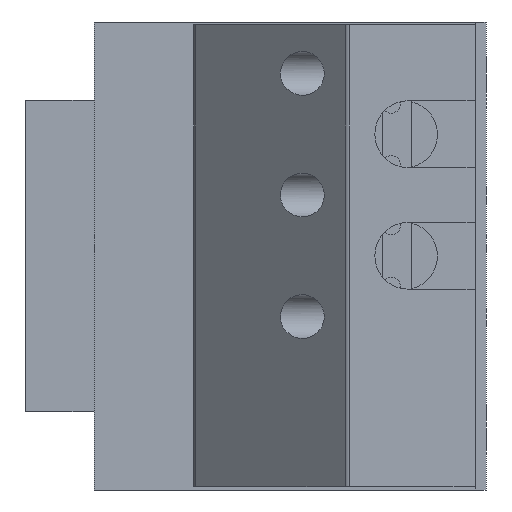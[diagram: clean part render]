
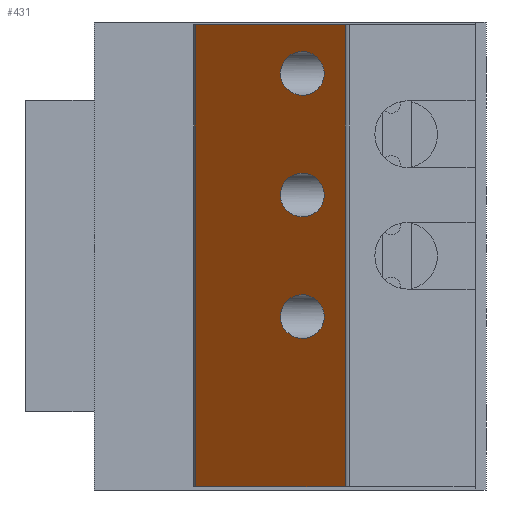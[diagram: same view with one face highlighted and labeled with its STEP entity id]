
A CAD part, left-side view. The second image highlights one B-rep face of the part: STEP entity #431.
In plain terms, the highlighted planar face has unit normal (-0.707, 0.707, 0).
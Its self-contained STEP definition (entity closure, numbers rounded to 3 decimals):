
#43 = VECTOR ( 'NONE', #12620, 1000. ) ;
#192 = VERTEX_POINT ( 'NONE', #8906 ) ;
#311 = EDGE_LOOP ( 'NONE', ( #4285, #1276 ) ) ;
#413 = LINE ( 'NONE', #3607, #9097 ) ;
#431 = ADVANCED_FACE ( 'Defeature ausgef�hrt1_195', ( #9279, #10388, #7658, #4977 ), #11438, .F. ) ;
#520 = CARTESIAN_POINT ( 'NONE',  ( -82.752, 23.177, -37.96 ) ) ;
#818 = VERTEX_POINT ( 'NONE', #4319 ) ;
#969 = EDGE_CURVE ( 'Defeature ausgef�hrt1_195+Defeature ausgef�hrt1_289+Defeature ausgef�hrt1_289+Defeature ausgef�hrt1_289', #5691, #192, #2339, .T. ) ;
#1114 = DIRECTION ( 'NONE',  ( 0.707, -0.707, 0. ) ) ;
#1276 = ORIENTED_EDGE ( 'NONE', *, *, #3839, .T. ) ;
#1432 = CARTESIAN_POINT ( 'NONE',  ( -68.5, 37.429, 13.64 ) ) ;
#1650 = CARTESIAN_POINT ( 'NONE',  ( -75.7, 30.229, 26.44 ) ) ;
#1653 = LINE ( 'NONE', #6457, #43 ) ;
#1745 = EDGE_CURVE ( 'Defeature ausgef�hrt1_195+Defeature ausgef�hrt1_194+Defeature ausgef�hrt1_197+Defeature ausgef�hrt1_198', #2390, #2451, #413, .T. ) ;
#1767 = VERTEX_POINT ( 'NONE', #520 ) ;
#2339 =( BOUNDED_CURVE ( )  B_SPLINE_CURVE ( 3, ( #9434, #3291, #9524, #6285 ),
 .UNSPECIFIED., .F., .F. ) 
 B_SPLINE_CURVE_WITH_KNOTS ( ( 4, 4 ),
 ( 1.571, 4.712 ),
 .UNSPECIFIED. ) 
 CURVE ( )  GEOMETRIC_REPRESENTATION_ITEM ( )  RATIONAL_B_SPLINE_CURVE ( ( 1., 0.333, 0.333, 1. ) ) 
 REPRESENTATION_ITEM ( '' )  );
#2390 = VERTEX_POINT ( 'NONE', #4855 ) ;
#2451 = VERTEX_POINT ( 'NONE', #11227 ) ;
#2520 = CARTESIAN_POINT ( 'NONE',  ( -75.7, 30.229, 13.64 ) ) ;
#2823 = CARTESIAN_POINT ( 'NONE',  ( -68.5, 37.429, -13.56 ) ) ;
#3051 = ORIENTED_EDGE ( 'NONE', *, *, #11275, .T. ) ;
#3206 = ORIENTED_EDGE ( 'NONE', *, *, #10782, .T. ) ;
#3291 = CARTESIAN_POINT ( 'NONE',  ( -82.9, 23.029, 13.64 ) ) ;
#3422 = VERTEX_POINT ( 'NONE', #10892 ) ;
#3607 = CARTESIAN_POINT ( 'NONE',  ( -58.122, 47.807, 38.04 ) ) ;
#3839 = EDGE_CURVE ( 'Defeature ausgef�hrt1_195+Defeature ausgef�hrt1_289+Defeature ausgef�hrt1_289+Defeature ausgef�hrt1_289', #192, #5691, #7280, .T. ) ;
#3870 = CARTESIAN_POINT ( 'NONE',  ( -75.7, 30.229, -13.56 ) ) ;
#4039 = AXIS2_PLACEMENT_3D ( 'NONE', #12382, #1114, #9429 ) ;
#4164 = CARTESIAN_POINT ( 'NONE',  ( -82.752, 23.177, 38.04 ) ) ;
#4285 = ORIENTED_EDGE ( 'NONE', *, *, #969, .T. ) ;
#4319 = CARTESIAN_POINT ( 'NONE',  ( -75.7, 30.229, -6.36 ) ) ;
#4370 = VERTEX_POINT ( 'NONE', #6494 ) ;
#4422 = EDGE_LOOP ( 'NONE', ( #12943, #3051 ) ) ;
#4855 = CARTESIAN_POINT ( 'NONE',  ( -58.122, 47.807, 38.04 ) ) ;
#4975 = CARTESIAN_POINT ( 'NONE',  ( -75.7, 30.229, 13.64 ) ) ;
#4977 = FACE_OUTER_BOUND ( 'NONE', #5568, .T. ) ;
#5104 = EDGE_LOOP ( 'NONE', ( #3206, #7412 ) ) ;
#5202 = CARTESIAN_POINT ( 'NONE',  ( -75.7, 30.229, 26.44 ) ) ;
#5225 = EDGE_CURVE ( 'Defeature ausgef�hrt1_195+Defeature ausgef�hrt1_294+Defeature ausgef�hrt1_294+Defeature ausgef�hrt1_294', #9419, #6884, #10895, .T. ) ;
#5409 = CARTESIAN_POINT ( 'NONE',  ( -75.7, 30.229, 6.44 ) ) ;
#5568 = EDGE_LOOP ( 'NONE', ( #12835, #10805, #10642, #5651 ) ) ;
#5651 = ORIENTED_EDGE ( 'NONE', *, *, #1745, .T. ) ;
#5691 = VERTEX_POINT ( 'NONE', #4975 ) ;
#5906 = CARTESIAN_POINT ( 'NONE',  ( -68.5, 37.429, -6.36 ) ) ;
#6285 = CARTESIAN_POINT ( 'NONE',  ( -75.7, 30.229, 6.44 ) ) ;
#6370 = CARTESIAN_POINT ( 'NONE',  ( -75.7, 30.229, 33.64 ) ) ;
#6457 = CARTESIAN_POINT ( 'NONE',  ( -82.752, 23.177, -37.96 ) ) ;
#6494 = CARTESIAN_POINT ( 'NONE',  ( -82.752, 23.177, 38.04 ) ) ;
#6763 = CARTESIAN_POINT ( 'NONE',  ( -68.5, 37.429, 26.44 ) ) ;
#6840 = CARTESIAN_POINT ( 'NONE',  ( -75.7, 30.229, 33.64 ) ) ;
#6884 = VERTEX_POINT ( 'NONE', #5202 ) ;
#7280 =( BOUNDED_CURVE ( )  B_SPLINE_CURVE ( 3, ( #5409, #9523, #1432, #2520 ),
 .UNSPECIFIED., .F., .F. ) 
 B_SPLINE_CURVE_WITH_KNOTS ( ( 4, 4 ),
 ( 4.712, 7.854 ),
 .UNSPECIFIED. ) 
 CURVE ( )  GEOMETRIC_REPRESENTATION_ITEM ( )  RATIONAL_B_SPLINE_CURVE ( ( 1., 0.333, 0.333, 1. ) ) 
 REPRESENTATION_ITEM ( '' )  );
#7412 = ORIENTED_EDGE ( 'NONE', *, *, #8976, .T. ) ;
#7658 = FACE_BOUND ( 'NONE', #5104, .T. ) ;
#7824 = CARTESIAN_POINT ( 'NONE',  ( -75.7, 30.229, -6.36 ) ) ;
#7917 = EDGE_CURVE ( 'Defeature ausgef�hrt1_197+Defeature ausgef�hrt1_195+Defeature ausgef�hrt1_194+Defeature ausgef�hrt1_196', #2390, #4370, #12614, .T. ) ;
#8294 =( BOUNDED_CURVE ( )  B_SPLINE_CURVE ( 3, ( #7824, #11005, #10915, #3870 ),
 .UNSPECIFIED., .F., .F. ) 
 B_SPLINE_CURVE_WITH_KNOTS ( ( 4, 4 ),
 ( 1.571, 4.712 ),
 .UNSPECIFIED. ) 
 CURVE ( )  GEOMETRIC_REPRESENTATION_ITEM ( )  RATIONAL_B_SPLINE_CURVE ( ( 1., 0.333, 0.333, 1. ) ) 
 REPRESENTATION_ITEM ( '' )  );
#8673 = CARTESIAN_POINT ( 'NONE',  ( -68.5, 37.429, 33.64 ) ) ;
#8906 = CARTESIAN_POINT ( 'NONE',  ( -75.7, 30.229, 6.44 ) ) ;
#8976 = EDGE_CURVE ( 'Defeature ausgef�hrt1_195+Defeature ausgef�hrt1_284+Defeature ausgef�hrt1_284+Defeature ausgef�hrt1_284', #3422, #818, #11504, .T. ) ;
#9097 = VECTOR ( 'NONE', #10843, 1000. ) ;
#9279 = FACE_BOUND ( 'NONE', #4422, .T. ) ;
#9419 = VERTEX_POINT ( 'NONE', #6370 ) ;
#9429 = DIRECTION ( 'NONE',  ( 0.707, 0.707, 0. ) ) ;
#9434 = CARTESIAN_POINT ( 'NONE',  ( -75.7, 30.229, 13.64 ) ) ;
#9523 = CARTESIAN_POINT ( 'NONE',  ( -68.5, 37.429, 6.44 ) ) ;
#9524 = CARTESIAN_POINT ( 'NONE',  ( -82.9, 23.029, 6.44 ) ) ;
#9886 = CARTESIAN_POINT ( 'NONE',  ( -82.752, 23.177, 38.04 ) ) ;
#10071 = CARTESIAN_POINT ( 'NONE',  ( -75.7, 30.229, 26.44 ) ) ;
#10388 = FACE_BOUND ( 'NONE', #311, .T. ) ;
#10642 = ORIENTED_EDGE ( 'NONE', *, *, #7917, .F. ) ;
#10782 = EDGE_CURVE ( 'Defeature ausgef�hrt1_195+Defeature ausgef�hrt1_284+Defeature ausgef�hrt1_284+Defeature ausgef�hrt1_284', #818, #3422, #8294, .T. ) ;
#10805 = ORIENTED_EDGE ( 'NONE', *, *, #13112, .F. ) ;
#10843 = DIRECTION ( 'NONE',  ( 0., 0., -1. ) ) ;
#10892 = CARTESIAN_POINT ( 'NONE',  ( -75.7, 30.229, -13.56 ) ) ;
#10895 =( BOUNDED_CURVE ( )  B_SPLINE_CURVE ( 3, ( #6840, #11955, #12041, #10071 ),
 .UNSPECIFIED., .F., .F. ) 
 B_SPLINE_CURVE_WITH_KNOTS ( ( 4, 4 ),
 ( 1.571, 4.712 ),
 .UNSPECIFIED. ) 
 CURVE ( )  GEOMETRIC_REPRESENTATION_ITEM ( )  RATIONAL_B_SPLINE_CURVE ( ( 1., 0.333, 0.333, 1. ) ) 
 REPRESENTATION_ITEM ( '' )  );
#10915 = CARTESIAN_POINT ( 'NONE',  ( -82.9, 23.029, -13.56 ) ) ;
#11005 = CARTESIAN_POINT ( 'NONE',  ( -82.9, 23.029, -6.36 ) ) ;
#11146 = EDGE_CURVE ( 'Defeature ausgef�hrt1_195+Defeature ausgef�hrt1_198+Defeature ausgef�hrt1_194+Defeature ausgef�hrt1_196', #2451, #1767, #1653, .T. ) ;
#11227 = CARTESIAN_POINT ( 'NONE',  ( -58.122, 47.807, -37.96 ) ) ;
#11275 = EDGE_CURVE ( 'Defeature ausgef�hrt1_195+Defeature ausgef�hrt1_294+Defeature ausgef�hrt1_294+Defeature ausgef�hrt1_294', #6884, #9419, #12907, .T. ) ;
#11438 = PLANE ( 'NONE',  #4039 ) ;
#11504 =( BOUNDED_CURVE ( )  B_SPLINE_CURVE ( 3, ( #12049, #2823, #5906, #13142 ),
 .UNSPECIFIED., .F., .F. ) 
 B_SPLINE_CURVE_WITH_KNOTS ( ( 4, 4 ),
 ( 4.712, 7.854 ),
 .UNSPECIFIED. ) 
 CURVE ( )  GEOMETRIC_REPRESENTATION_ITEM ( )  RATIONAL_B_SPLINE_CURVE ( ( 1., 0.333, 0.333, 1. ) ) 
 REPRESENTATION_ITEM ( '' )  );
#11533 = LINE ( 'NONE', #4164, #12179 ) ;
#11626 = DIRECTION ( 'NONE',  ( 0., 0., -1. ) ) ;
#11955 = CARTESIAN_POINT ( 'NONE',  ( -82.9, 23.029, 33.64 ) ) ;
#12041 = CARTESIAN_POINT ( 'NONE',  ( -82.9, 23.029, 26.44 ) ) ;
#12049 = CARTESIAN_POINT ( 'NONE',  ( -75.7, 30.229, -13.56 ) ) ;
#12121 = DIRECTION ( 'NONE',  ( -0.707, -0.707, 0. ) ) ;
#12179 = VECTOR ( 'NONE', #11626, 1000. ) ;
#12278 = VECTOR ( 'NONE', #12121, 1000. ) ;
#12382 = CARTESIAN_POINT ( 'NONE',  ( -82.752, 23.177, 38.04 ) ) ;
#12614 = LINE ( 'NONE', #9886, #12278 ) ;
#12620 = DIRECTION ( 'NONE',  ( -0.707, -0.707, 0. ) ) ;
#12831 = CARTESIAN_POINT ( 'NONE',  ( -75.7, 30.229, 33.64 ) ) ;
#12835 = ORIENTED_EDGE ( 'NONE', *, *, #11146, .T. ) ;
#12907 =( BOUNDED_CURVE ( )  B_SPLINE_CURVE ( 3, ( #1650, #6763, #8673, #12831 ),
 .UNSPECIFIED., .F., .F. ) 
 B_SPLINE_CURVE_WITH_KNOTS ( ( 4, 4 ),
 ( 4.712, 7.854 ),
 .UNSPECIFIED. ) 
 CURVE ( )  GEOMETRIC_REPRESENTATION_ITEM ( )  RATIONAL_B_SPLINE_CURVE ( ( 1., 0.333, 0.333, 1. ) ) 
 REPRESENTATION_ITEM ( '' )  );
#12943 = ORIENTED_EDGE ( 'NONE', *, *, #5225, .T. ) ;
#13112 = EDGE_CURVE ( 'Defeature ausgef�hrt1_196+Defeature ausgef�hrt1_195+Defeature ausgef�hrt1_197+Defeature ausgef�hrt1_198', #4370, #1767, #11533, .T. ) ;
#13142 = CARTESIAN_POINT ( 'NONE',  ( -75.7, 30.229, -6.36 ) ) ;
